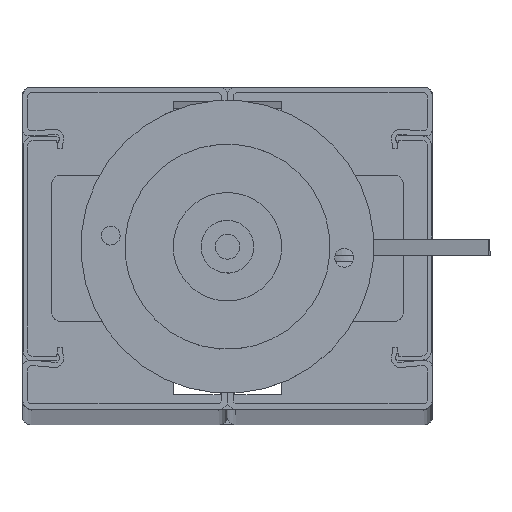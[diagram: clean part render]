
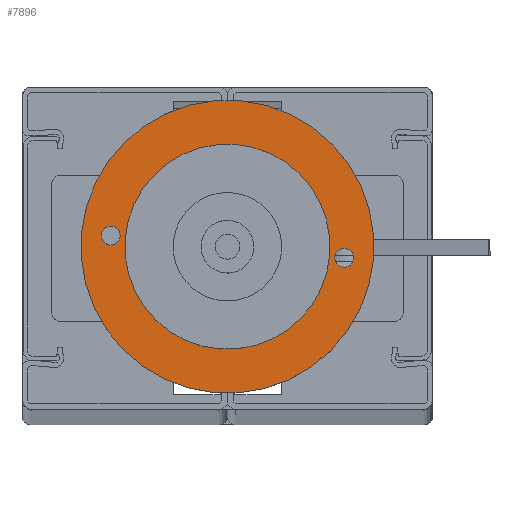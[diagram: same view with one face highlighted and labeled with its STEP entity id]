
A CAD part, top view. The second image highlights one B-rep face of the part: STEP entity #7896.
In plain terms, the highlighted face is planar.
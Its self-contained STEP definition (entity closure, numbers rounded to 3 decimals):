
#28 = AXIS2_PLACEMENT_3D ( 'NONE', #4561, #6858, #1851 ) ;
#97 = CIRCLE ( 'NONE', #2347, 9. ) ;
#393 = VERTEX_POINT ( 'NONE', #5975 ) ;
#409 = CIRCLE ( 'NONE', #2970, 50. ) ;
#502 = FACE_BOUND ( 'NONE', #5140, .T. ) ;
#560 = ORIENTED_EDGE ( 'NONE', *, *, #5232, .F. ) ;
#716 = CIRCLE ( 'NONE', #8439, 3.25 ) ;
#933 = DIRECTION ( 'NONE',  ( 0., 0., 1. ) ) ;
#974 = ORIENTED_EDGE ( 'NONE', *, *, #4116, .T. ) ;
#991 = VERTEX_POINT ( 'NONE', #1356 ) ;
#1162 = AXIS2_PLACEMENT_3D ( 'NONE', #3570, #3356, #1661 ) ;
#1173 = CIRCLE ( 'NONE', #6448, 3.25 ) ;
#1290 = CARTESIAN_POINT ( 'NONE',  ( -40., 2.5, -3.25 ) ) ;
#1356 = CARTESIAN_POINT ( 'NONE',  ( -40., 2.5, 3.25 ) ) ;
#1394 = EDGE_CURVE ( 'NONE', #6323, #991, #1173, .T. ) ;
#1564 = EDGE_CURVE ( 'NONE', #7747, #6476, #2943, .T. ) ;
#1596 = EDGE_LOOP ( 'NONE', ( #2178, #7275 ) ) ;
#1626 = CARTESIAN_POINT ( 'NONE',  ( 0., 2.5, 0. ) ) ;
#1653 = PLANE ( 'NONE',  #4019 ) ;
#1661 = DIRECTION ( 'NONE',  ( 0., 0., 1. ) ) ;
#1851 = DIRECTION ( 'NONE',  ( 0., 0., 1. ) ) ;
#1907 = CARTESIAN_POINT ( 'NONE',  ( 40., 2.5, -3.25 ) ) ;
#2054 = FACE_OUTER_BOUND ( 'NONE', #8369, .T. ) ;
#2178 = ORIENTED_EDGE ( 'NONE', *, *, #1394, .F. ) ;
#2272 = CARTESIAN_POINT ( 'NONE',  ( 0., 2.5, -50. ) ) ;
#2347 = AXIS2_PLACEMENT_3D ( 'NONE', #4142, #3607, #7492 ) ;
#2471 = ORIENTED_EDGE ( 'NONE', *, *, #5045, .T. ) ;
#2555 = CARTESIAN_POINT ( 'NONE',  ( 0., 2.5, 0. ) ) ;
#2559 = DIRECTION ( 'NONE',  ( 0., 0., 1. ) ) ;
#2576 = FACE_BOUND ( 'NONE', #1596, .T. ) ;
#2943 = CIRCLE ( 'NONE', #28, 3.25 ) ;
#2970 = AXIS2_PLACEMENT_3D ( 'NONE', #6452, #7390, #2559 ) ;
#3356 = DIRECTION ( 'NONE',  ( 0., 1., 0. ) ) ;
#3435 = VERTEX_POINT ( 'NONE', #7078 ) ;
#3490 = CARTESIAN_POINT ( 'NONE',  ( -40., 2.5, 0. ) ) ;
#3570 = CARTESIAN_POINT ( 'NONE',  ( 0., 2.5, 0. ) ) ;
#3607 = DIRECTION ( 'NONE',  ( 0., -1., 0. ) ) ;
#3631 = DIRECTION ( 'NONE',  ( 0., 0., 1. ) ) ;
#3871 = DIRECTION ( 'NONE',  ( 0., 0., 1. ) ) ;
#4019 = AXIS2_PLACEMENT_3D ( 'NONE', #1626, #5752, #3631 ) ;
#4052 = ORIENTED_EDGE ( 'NONE', *, *, #5485, .T. ) ;
#4116 = EDGE_CURVE ( 'NONE', #3435, #393, #97, .T. ) ;
#4142 = CARTESIAN_POINT ( 'NONE',  ( 0., 2.5, 0. ) ) ;
#4561 = CARTESIAN_POINT ( 'NONE',  ( 40., 2.5, 0. ) ) ;
#4943 = DIRECTION ( 'NONE',  ( 0., 1., 0. ) ) ;
#5045 = EDGE_CURVE ( 'NONE', #5175, #6509, #409, .T. ) ;
#5140 = EDGE_LOOP ( 'NONE', ( #974, #4052 ) ) ;
#5175 = VERTEX_POINT ( 'NONE', #2272 ) ;
#5232 = EDGE_CURVE ( 'NONE', #6476, #7747, #716, .T. ) ;
#5382 = CARTESIAN_POINT ( 'NONE',  ( -40., 2.5, 0. ) ) ;
#5399 = DIRECTION ( 'NONE',  ( 0., 0., -1. ) ) ;
#5485 = EDGE_CURVE ( 'NONE', #393, #3435, #5687, .T. ) ;
#5687 = CIRCLE ( 'NONE', #6900, 9. ) ;
#5752 = DIRECTION ( 'NONE',  ( 0., 1., 0. ) ) ;
#5849 = DIRECTION ( 'NONE',  ( 0., 0., 1. ) ) ;
#5975 = CARTESIAN_POINT ( 'NONE',  ( 0., 2.5, 9. ) ) ;
#6020 = CARTESIAN_POINT ( 'NONE',  ( 0., 2.5, 50. ) ) ;
#6209 = DIRECTION ( 'NONE',  ( 0., 1., 0. ) ) ;
#6273 = EDGE_LOOP ( 'NONE', ( #7285, #560 ) ) ;
#6323 = VERTEX_POINT ( 'NONE', #1290 ) ;
#6448 = AXIS2_PLACEMENT_3D ( 'NONE', #3490, #6209, #5849 ) ;
#6452 = CARTESIAN_POINT ( 'NONE',  ( 0., 2.5, 0. ) ) ;
#6476 = VERTEX_POINT ( 'NONE', #7801 ) ;
#6509 = VERTEX_POINT ( 'NONE', #6020 ) ;
#6573 = EDGE_CURVE ( 'NONE', #6509, #5175, #7754, .T. ) ;
#6778 = DIRECTION ( 'NONE',  ( 0., 1., 0. ) ) ;
#6858 = DIRECTION ( 'NONE',  ( 0., 1., 0. ) ) ;
#6900 = AXIS2_PLACEMENT_3D ( 'NONE', #2555, #7686, #5399 ) ;
#7078 = CARTESIAN_POINT ( 'NONE',  ( 0., 2.5, -9. ) ) ;
#7100 = AXIS2_PLACEMENT_3D ( 'NONE', #5382, #4943, #3871 ) ;
#7262 = FACE_BOUND ( 'NONE', #6273, .T. ) ;
#7275 = ORIENTED_EDGE ( 'NONE', *, *, #7773, .F. ) ;
#7285 = ORIENTED_EDGE ( 'NONE', *, *, #1564, .F. ) ;
#7390 = DIRECTION ( 'NONE',  ( 0., 1., 0. ) ) ;
#7412 = CIRCLE ( 'NONE', #7100, 3.25 ) ;
#7492 = DIRECTION ( 'NONE',  ( 0., 0., -1. ) ) ;
#7537 = CARTESIAN_POINT ( 'NONE',  ( 40., 2.5, 0. ) ) ;
#7686 = DIRECTION ( 'NONE',  ( 0., -1., 0. ) ) ;
#7747 = VERTEX_POINT ( 'NONE', #1907 ) ;
#7754 = CIRCLE ( 'NONE', #1162, 50. ) ;
#7773 = EDGE_CURVE ( 'NONE', #991, #6323, #7412, .T. ) ;
#7801 = CARTESIAN_POINT ( 'NONE',  ( 40., 2.5, 3.25 ) ) ;
#7843 = ORIENTED_EDGE ( 'NONE', *, *, #6573, .T. ) ;
#7896 = ADVANCED_FACE ( 'NONE', ( #502, #7262, #2054, #2576 ), #1653, .T. ) ;
#8369 = EDGE_LOOP ( 'NONE', ( #2471, #7843 ) ) ;
#8439 = AXIS2_PLACEMENT_3D ( 'NONE', #7537, #6778, #933 ) ;
